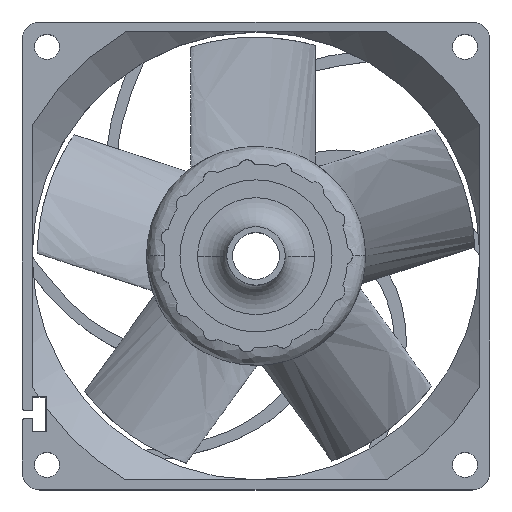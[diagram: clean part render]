
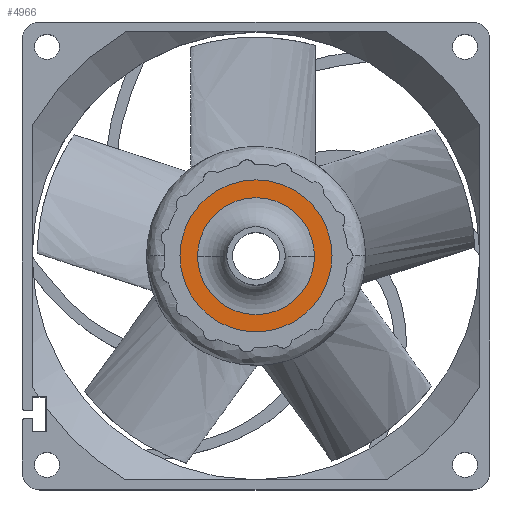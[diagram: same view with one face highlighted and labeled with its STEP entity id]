
A CAD part, top view. The second image highlights one B-rep face of the part: STEP entity #4966.
In plain terms, the highlighted planar face has unit normal (0, 0, 1).
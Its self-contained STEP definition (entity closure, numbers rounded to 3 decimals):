
#2543 = EDGE_LOOP ( 'NONE', ( #4647, #4649 ) ) ;
#2544 = EDGE_LOOP ( 'NONE', ( #4650, #4652 ) ) ;
#3211 = VERTEX_POINT ( 'NONE', #10445 ) ;
#3212 = VERTEX_POINT ( 'NONE', #10446 ) ;
#3219 = VERTEX_POINT ( 'NONE', #10453 ) ;
#3220 = VERTEX_POINT ( 'NONE', #10454 ) ;
#3754 = EDGE_CURVE ( 'NONE', #3212, #3211, #11167, .T. ) ;
#3765 = EDGE_CURVE ( 'NONE', #3219, #3220, #11183, .T. ) ;
#3798 = EDGE_CURVE ( 'NONE', #3211, #3212, #11231, .T. ) ;
#3799 = EDGE_CURVE ( 'NONE', #3220, #3219, #11217, .T. ) ;
#4647 = ORIENTED_EDGE ( 'NONE', *, *, #3754, .T. ) ;
#4649 = ORIENTED_EDGE ( 'NONE', *, *, #3798, .T. ) ;
#4650 = ORIENTED_EDGE ( 'NONE', *, *, #3799, .T. ) ;
#4652 = ORIENTED_EDGE ( 'NONE', *, *, #3765, .T. ) ;
#4966 = ADVANCED_FACE ( 'NONE', ( #8199, #8200 ), #13128, .T. ) ;
#8199 = FACE_BOUND ( 'NONE', #2543, .T. ) ;
#8200 = FACE_OUTER_BOUND ( 'NONE', #2544, .T. ) ;
#10445 = CARTESIAN_POINT ( 'NONE',  ( -10., 0., -6.096 ) ) ;
#10446 = CARTESIAN_POINT ( 'NONE',  ( 10., 0., -6.096 ) ) ;
#10453 = CARTESIAN_POINT ( 'NONE',  ( -17.6, 0., -6.096 ) ) ;
#10454 = CARTESIAN_POINT ( 'NONE',  ( 17.6, 0., -6.096 ) ) ;
#11167 = CIRCLE ( 'NONE', #11168, 10. ) ;
#11168 = AXIS2_PLACEMENT_3D ( 'NONE', #12839, #12840, #12841 ) ;
#11183 = CIRCLE ( 'NONE', #11185, 17.6 ) ;
#11185 = AXIS2_PLACEMENT_3D ( 'NONE', #12867, #12868, #12869 ) ;
#11217 = CIRCLE ( 'NONE', #11239, 17.6 ) ;
#11231 = CIRCLE ( 'NONE', #11238, 10. ) ;
#11238 = AXIS2_PLACEMENT_3D ( 'NONE', #12951, #12952, #12953 ) ;
#11239 = AXIS2_PLACEMENT_3D ( 'NONE', #12954, #12955, #12956 ) ;
#11287 = AXIS2_PLACEMENT_3D ( 'NONE', #13129, #13130, #13131 ) ;
#12839 = CARTESIAN_POINT ( 'NONE',  ( 0., 0., -6.096 ) ) ;
#12840 = DIRECTION ( 'NONE',  ( 0., 0., -1. ) ) ;
#12841 = DIRECTION ( 'NONE',  ( 1., 0., 0. ) ) ;
#12867 = CARTESIAN_POINT ( 'NONE',  ( 0., 0., -6.096 ) ) ;
#12868 = DIRECTION ( 'NONE',  ( 0., 0., 1. ) ) ;
#12869 = DIRECTION ( 'NONE',  ( 1., 0., 0. ) ) ;
#12951 = CARTESIAN_POINT ( 'NONE',  ( 0., 0., -6.096 ) ) ;
#12952 = DIRECTION ( 'NONE',  ( 0., 0., -1. ) ) ;
#12953 = DIRECTION ( 'NONE',  ( 1., 0., 0. ) ) ;
#12954 = CARTESIAN_POINT ( 'NONE',  ( 0., 0., -6.096 ) ) ;
#12955 = DIRECTION ( 'NONE',  ( 0., 0., 1. ) ) ;
#12956 = DIRECTION ( 'NONE',  ( 1., 0., 0. ) ) ;
#13128 = PLANE ( 'NONE',  #11287 ) ;
#13129 = CARTESIAN_POINT ( 'NONE',  ( 0., 0., -6.096 ) ) ;
#13130 = DIRECTION ( 'NONE',  ( 0., 0., 1. ) ) ;
#13131 = DIRECTION ( 'NONE',  ( 1., 0., 0. ) ) ;
